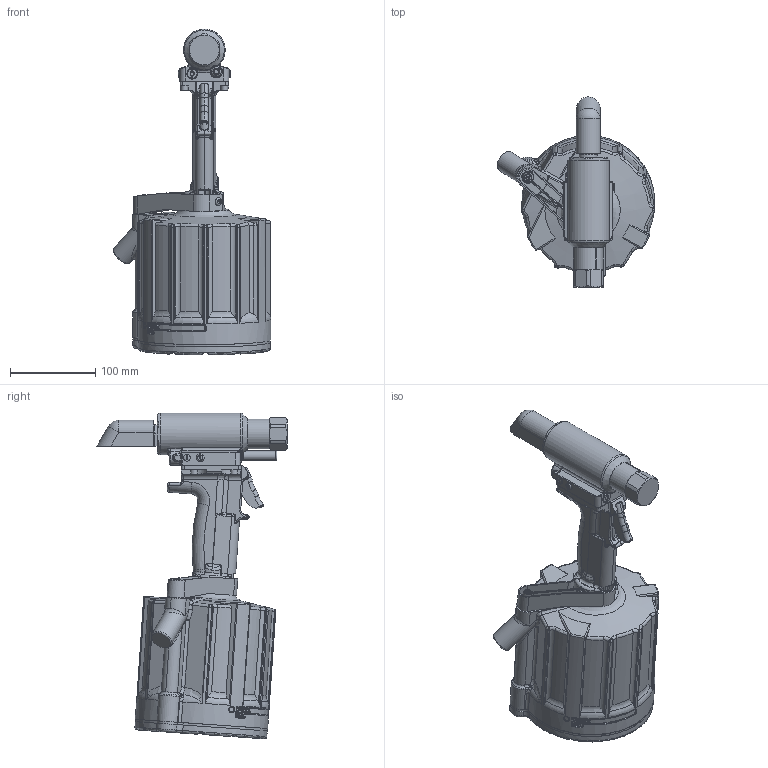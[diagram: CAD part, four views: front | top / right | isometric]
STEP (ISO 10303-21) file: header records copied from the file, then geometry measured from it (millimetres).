
FILE_DESCRIPTION(/* description */ (''),/* implementation_level */ '2;1');
FILE_NAME(/* name */ '256_CLR.stp',/* time_stamp */ '2016-05-03T08:43:56-04:00',/* author */ (''),/* organization */ (''),/* preprocessor_version */ 'ST-DEVELOPER v15',/* originating_system */ 'SIEMENS PLM Software NX 9.0',/* authorisation */ '');
FILE_SCHEMA (('CONFIG_CONTROL_DESIGN'));
Length unit declared in the file: inch
Products named in the file (2): 500101_C; 256_C
Assembly tree (1 placements, depth 2):
  256_C
    500101_C
Bounding box: 184.44 x 222.91 x 381.33 mm (x, y, z)
Volume: 3420888.1 mm3; surface area: 206540 mm2
Topology: 3 solids, 3 shells, 1380 faces, 3524 edges, 2145 vertices
Faces by surface type: plane 379, cylinder 361, bspline 352, torus 211, cone 51, sphere 20, extrusion 6
Full cylindrical faces by diameter (mm): 1.27 x2, 4.762 x1, 4.826 x2, 7.925 x6, 9.08 x2, 9.169 x1, 9.525 x1, 11.036 x1, 11.303 x1, 14.224 x1, 14.275 x1, 25.781 x1, 48.768 x1
Entity records: 50244 total; most frequent: CARTESIAN_POINT 19898, ORIENTED_EDGE 6806, DIRECTION 5645, EDGE_CURVE 3403, AXIS2_PLACEMENT_3D 2297, VERTEX_POINT 2118, EDGE_LOOP 1481, ADVANCED_FACE 1379
